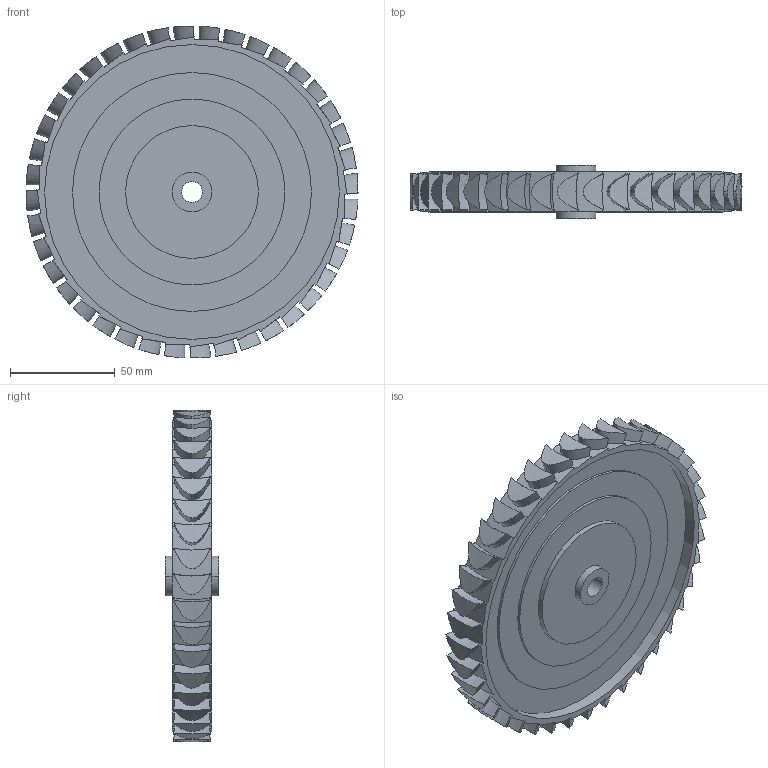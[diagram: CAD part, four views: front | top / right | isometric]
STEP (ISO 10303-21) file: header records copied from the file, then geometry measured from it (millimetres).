
FILE_DESCRIPTION (( 'STEP AP214' ), '1' );
FILE_NAME ('[TP] [Turb] Rotor58.STEP', '2024-05-17T13:25:17', ( '' ), ( '' ), 'SwSTEP 2.0', 'SolidWorks 2023', '' );
FILE_SCHEMA (( 'AUTOMOTIVE_DESIGN' ));
Length unit declared in the file: inch
Products named in the file (1): [TP] [Turb] Rotor58
Bounding box: 158.75 x 25.4 x 158.75 mm (x, y, z)
Volume: 224643.5 mm3; surface area: 62896.5 mm2
Topology: 1 solids, 1 shells, 236 faces, 750 edges, 526 vertices
Faces by surface type: cylinder 104, bspline 80, plane 52
Entity records: 10139 total; most frequent: CARTESIAN_POINT 4563, ORIENTED_EDGE 1500, DIRECTION 786, EDGE_CURVE 750, VERTEX_POINT 526, AXIS2_PLACEMENT_3D 281, EDGE_LOOP 248, B_SPLINE_CURVE_WITH_KNOTS 242
